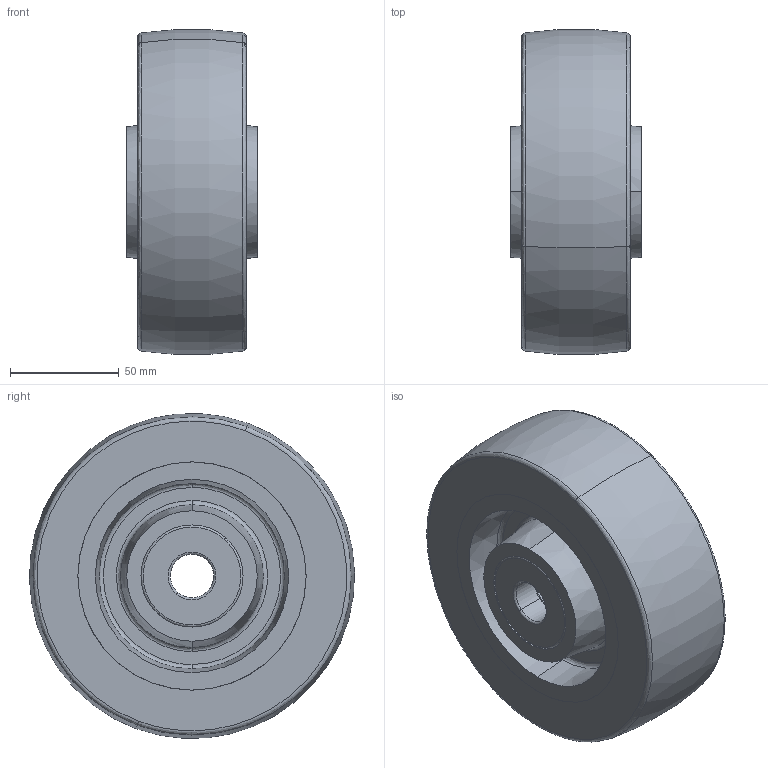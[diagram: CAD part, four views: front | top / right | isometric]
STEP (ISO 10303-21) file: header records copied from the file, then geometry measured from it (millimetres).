
FILE_DESCRIPTION (( 'STEP AP214' ), '1' );
FILE_NAME ('0051265.step', '2023-11-21T10:00:16', ( '' ), ( '' ), 'SwSTEP 2.0', 'SolidWorks 2020', '' );
FILE_SCHEMA (( 'AUTOMOTIVE_DESIGN' ));
Length unit declared in the file: millimetre
Products named in the file (1): 0051265
Bounding box: 60 x 149.56 x 149.39 mm (x, y, z)
Volume: 741394.5 mm3; surface area: 122249.6 mm2
Topology: 4 solids, 4 shells, 70 faces, 140 edges, 84 vertices
Faces by surface type: bspline 28, cylinder 18, plane 14, cone 8, torus 2
Entity records: 3805 total; most frequent: CARTESIAN_POINT 1615, DIRECTION 284, ORIENTED_EDGE 280, EDGE_CURVE 140, AXIS2_PLACEMENT_3D 129, CIRCLE 86, VERTEX_POINT 84, EDGE_LOOP 84
